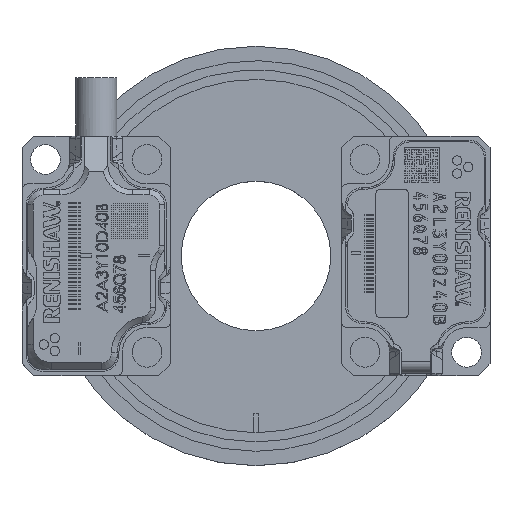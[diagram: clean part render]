
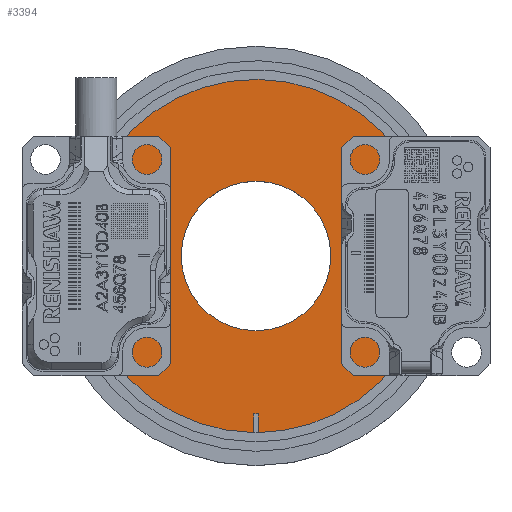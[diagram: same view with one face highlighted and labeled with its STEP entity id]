
A CAD part, top view. The second image highlights one B-rep face of the part: STEP entity #3394.
In plain terms, the highlighted planar face has unit normal (0, 0, 1).
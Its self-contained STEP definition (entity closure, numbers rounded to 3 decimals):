
#3394=ADVANCED_FACE('',(#12741,#12742),#5097,.T.);
#5097=PLANE('',#36430);
#6106=CIRCLE('',#36427,6.4);
#12741=FACE_BOUND('',#13837,.T.);
#12742=FACE_BOUND('',#13838,.T.);
#13837=EDGE_LOOP('',(#19254,#19255,#19256,#19257));
#13838=EDGE_LOOP('',(#19258));
#19254=ORIENTED_EDGE('',*,*,#30816,.F.);
#19255=ORIENTED_EDGE('',*,*,#30820,.F.);
#19256=ORIENTED_EDGE('',*,*,#30818,.F.);
#19257=ORIENTED_EDGE('',*,*,#30817,.F.);
#19258=ORIENTED_EDGE('',*,*,#30824,.F.);
#26689=VERTEX_POINT('',#53690);
#26690=VERTEX_POINT('',#53691);
#26691=VERTEX_POINT('',#53696);
#26692=VERTEX_POINT('',#53701);
#26697=VERTEX_POINT('',#53786);
#30816=EDGE_CURVE('',#26689,#26691,#34559,.T.);
#30817=EDGE_CURVE('',#26691,#26692,#34560,.T.);
#30818=EDGE_CURVE('',#26692,#26690,#34561,.T.);
#30820=EDGE_CURVE('',#26690,#26689,#34563,.T.);
#30824=EDGE_CURVE('',#26697,#26697,#6106,.T.);
#34559=B_SPLINE_CURVE_WITH_KNOTS('',3,(#53692,#53693,#53694,#53695),
 .UNSPECIFIED.,.F.,.F.,(4,4),(0.,1.),.UNSPECIFIED.);
#34560=B_SPLINE_CURVE_WITH_KNOTS('',3,(#53697,#53698,#53699,#53700),
 .UNSPECIFIED.,.F.,.F.,(4,4),(0.,1.),.UNSPECIFIED.);
#34561=B_SPLINE_CURVE_WITH_KNOTS('',3,(#53702,#53703,#53704,#53705),
 .UNSPECIFIED.,.F.,.F.,(4,4),(0.,1.),.UNSPECIFIED.);
#34563=B_SPLINE_CURVE_WITH_KNOTS('',3,(#53733,#53734,#53735,#53736,#53737,
#53738,#53739,#53740,#53741,#53742,#53743,#53744,#53745,#53746,#53747,#53748,
#53749,#53750),.UNSPECIFIED.,.F.,.F.,(4,2,2,2,2,2,2,2,4),(0.,0.125,0.25,
0.375,0.5,0.625,0.75,0.875,1.),.UNSPECIFIED.);
#36427=AXIS2_PLACEMENT_3D('',#53785,#41038,#41039);
#36430=AXIS2_PLACEMENT_3D('',#53789,#41044,#41045);
#41038=DIRECTION('',(0.,0.,1.));
#41039=DIRECTION('',(0.,-1.,0.));
#41044=DIRECTION('',(0.,0.,1.));
#41045=DIRECTION('',(1.,0.,0.));
#53690=CARTESIAN_POINT('',(20.203,-4.865,47.5));
#53691=CARTESIAN_POINT('',(19.853,-4.865,47.5));
#53692=CARTESIAN_POINT('',(20.203,-4.864,47.5));
#53693=CARTESIAN_POINT('',(20.203,-4.331,47.5));
#53694=CARTESIAN_POINT('',(20.203,-3.798,47.5));
#53695=CARTESIAN_POINT('',(20.203,-3.266,47.5));
#53696=CARTESIAN_POINT('',(20.203,-3.266,47.5));
#53697=CARTESIAN_POINT('',(20.203,-3.266,47.5));
#53698=CARTESIAN_POINT('',(20.086,-3.266,47.5));
#53699=CARTESIAN_POINT('',(19.97,-3.266,47.5));
#53700=CARTESIAN_POINT('',(19.853,-3.266,47.5));
#53701=CARTESIAN_POINT('',(19.853,-3.266,47.5));
#53702=CARTESIAN_POINT('',(19.853,-3.266,47.5));
#53703=CARTESIAN_POINT('',(19.853,-3.798,47.5));
#53704=CARTESIAN_POINT('',(19.853,-4.331,47.5));
#53705=CARTESIAN_POINT('',(19.853,-4.864,47.5));
#53733=CARTESIAN_POINT('',(19.853,-4.865,47.5));
#53734=CARTESIAN_POINT('',(15.867,-4.82,47.5));
#53735=CARTESIAN_POINT('',(12.043,-3.188,47.5));
#53736=CARTESIAN_POINT('',(6.452,2.497,47.5));
#53737=CARTESIAN_POINT('',(4.891,6.349,47.5));
#53738=CARTESIAN_POINT('',(4.935,14.326,47.5));
#53739=CARTESIAN_POINT('',(6.541,18.155,47.5));
#53740=CARTESIAN_POINT('',(12.201,23.784,47.5));
#53741=CARTESIAN_POINT('',(16.033,25.365,47.5));
#53742=CARTESIAN_POINT('',(24.023,25.366,47.5));
#53743=CARTESIAN_POINT('',(27.854,23.785,47.5));
#53744=CARTESIAN_POINT('',(33.517,18.154,47.5));
#53745=CARTESIAN_POINT('',(35.121,14.328,47.5));
#53746=CARTESIAN_POINT('',(35.166,6.347,47.5));
#53747=CARTESIAN_POINT('',(33.605,2.499,47.5));
#53748=CARTESIAN_POINT('',(28.012,-3.189,47.5));
#53749=CARTESIAN_POINT('',(24.188,-4.82,47.5));
#53750=CARTESIAN_POINT('',(20.203,-4.865,47.5));
#53785=CARTESIAN_POINT('',(20.028,10.25,47.5));
#53786=CARTESIAN_POINT('',(20.028,3.85,47.5));
#53789=CARTESIAN_POINT('',(20.028,10.25,47.5));
